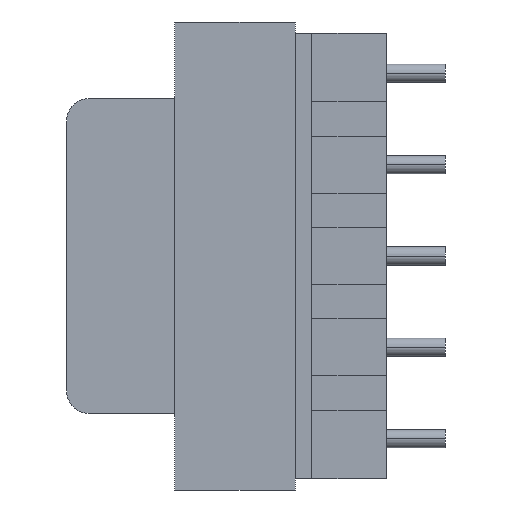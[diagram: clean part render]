
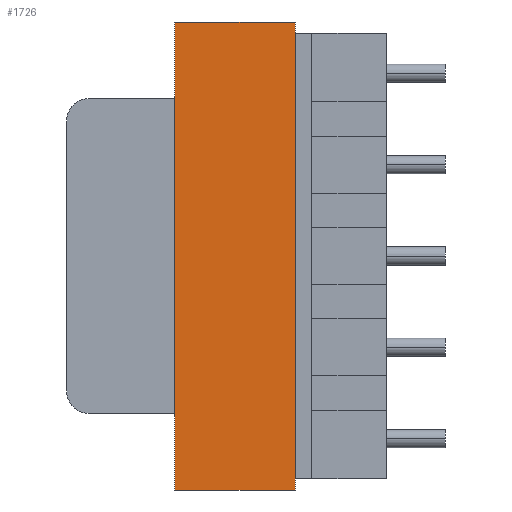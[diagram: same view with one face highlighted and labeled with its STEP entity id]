
A CAD part, left-side view. The second image highlights one B-rep face of the part: STEP entity #1726.
In plain terms, the highlighted planar face has unit normal (-1, 0, 0).
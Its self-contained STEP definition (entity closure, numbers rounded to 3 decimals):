
#35 = CARTESIAN_POINT ( 'NONE',  ( 7.66, 10.579, -2.45 ) ) ;
#117 = EDGE_CURVE ( 'NONE', #259, #1989, #1368, .T. ) ;
#143 = ORIENTED_EDGE ( 'NONE', *, *, #2910, .F. ) ;
#208 = DIRECTION ( 'NONE',  ( 0., 1., 0. ) ) ;
#259 = VERTEX_POINT ( 'NONE', #35 ) ;
#433 = VECTOR ( 'NONE', #712, 1000. ) ;
#578 = CARTESIAN_POINT ( 'NONE',  ( 7.66, 10.579, -22.95 ) ) ;
#589 = DIRECTION ( 'NONE',  ( 1., 0., 0. ) ) ;
#613 = CARTESIAN_POINT ( 'NONE',  ( 7.66, 15.839, -22.95 ) ) ;
#661 = DIRECTION ( 'NONE',  ( 0., 0., -1. ) ) ;
#712 = DIRECTION ( 'NONE',  ( 0., 1., 0. ) ) ;
#1105 = AXIS2_PLACEMENT_3D ( 'NONE', #3437, #589, #661 ) ;
#1146 = LINE ( 'NONE', #578, #1430 ) ;
#1368 = LINE ( 'NONE', #2431, #2120 ) ;
#1430 = VECTOR ( 'NONE', #3158, 1000. ) ;
#1433 = CARTESIAN_POINT ( 'NONE',  ( 7.66, 10.579, -22.95 ) ) ;
#1614 = DIRECTION ( 'NONE',  ( 0., 0., 1. ) ) ;
#1726 = ADVANCED_FACE ( 'NONE', ( #2625 ), #2310, .F. ) ;
#1861 = ORIENTED_EDGE ( 'NONE', *, *, #117, .T. ) ;
#1889 = LINE ( 'NONE', #3021, #2570 ) ;
#1989 = VERTEX_POINT ( 'NONE', #2821 ) ;
#2079 = ORIENTED_EDGE ( 'NONE', *, *, #2222, .F. ) ;
#2120 = VECTOR ( 'NONE', #208, 1000. ) ;
#2131 = CARTESIAN_POINT ( 'NONE',  ( 7.66, 15.839, -22.95 ) ) ;
#2184 = EDGE_CURVE ( 'NONE', #2588, #2951, #2759, .T. ) ;
#2222 = EDGE_CURVE ( 'NONE', #2951, #1989, #1889, .T. ) ;
#2310 = PLANE ( 'NONE',  #1105 ) ;
#2431 = CARTESIAN_POINT ( 'NONE',  ( 7.66, 15.839, -2.45 ) ) ;
#2565 = ORIENTED_EDGE ( 'NONE', *, *, #2184, .F. ) ;
#2570 = VECTOR ( 'NONE', #1614, 1000. ) ;
#2588 = VERTEX_POINT ( 'NONE', #1433 ) ;
#2625 = FACE_OUTER_BOUND ( 'NONE', #3014, .T. ) ;
#2759 = LINE ( 'NONE', #2131, #433 ) ;
#2821 = CARTESIAN_POINT ( 'NONE',  ( 7.66, 15.839, -2.45 ) ) ;
#2910 = EDGE_CURVE ( 'NONE', #259, #2588, #1146, .T. ) ;
#2951 = VERTEX_POINT ( 'NONE', #613 ) ;
#3014 = EDGE_LOOP ( 'NONE', ( #1861, #2079, #2565, #143 ) ) ;
#3021 = CARTESIAN_POINT ( 'NONE',  ( 7.66, 15.839, -2.45 ) ) ;
#3158 = DIRECTION ( 'NONE',  ( 0., 0., -1. ) ) ;
#3437 = CARTESIAN_POINT ( 'NONE',  ( 7.66, 15.839, -22.95 ) ) ;
